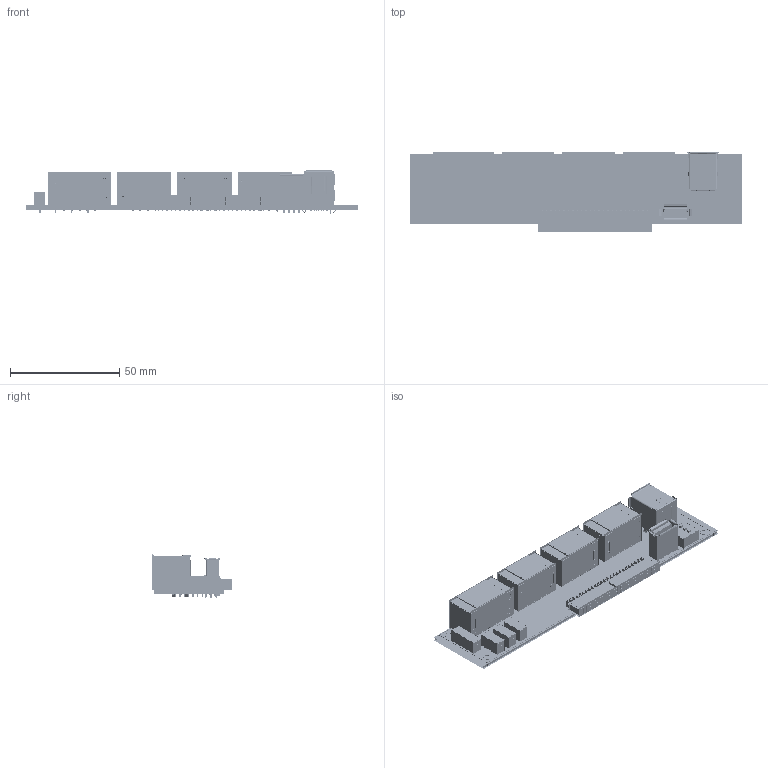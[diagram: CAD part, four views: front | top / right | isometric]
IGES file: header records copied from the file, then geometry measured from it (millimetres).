
Start section:  PTC IGES file: 000-assy_pitx-iob-2201_asm_2022_09_25.igs
Global section: file name: 000-assy_pitx-iob-2201_asm_2022_09_25.igs; native system: Creo Parametric by PTC Inc.; preprocessor: 2018360; organization: Unknown; date: 20220925.181323; units: millimetre
Bounding box: 151.84 x 36.36 x 20.25 mm (x, y, z)
Volume: 50779 mm3; surface area: 502626 mm2
Topology: 16 solids, 16 shells, 11964 faces, 76590 edges, 107570 vertices
Faces by surface type: bspline 9009, revolution 2955
